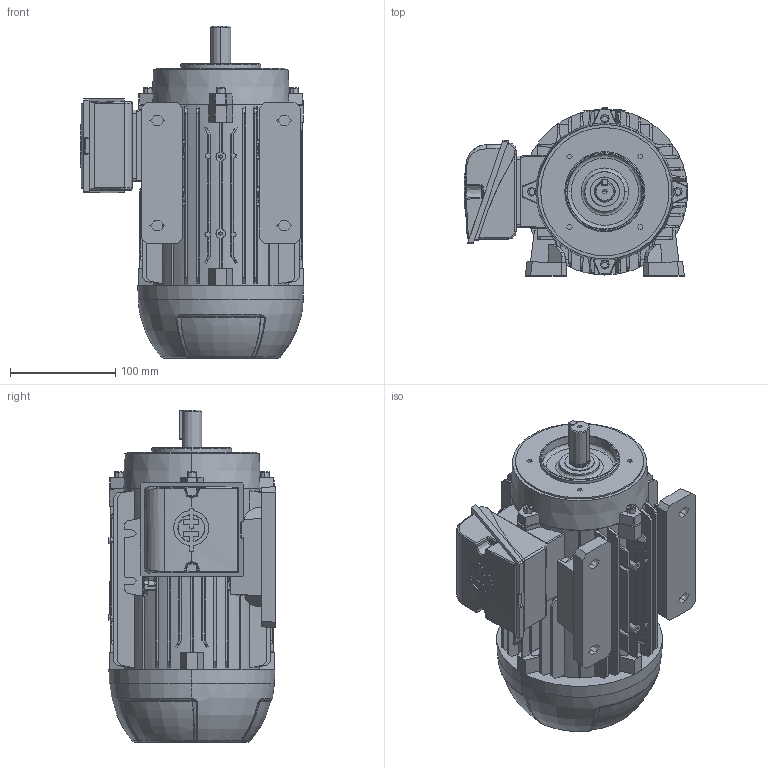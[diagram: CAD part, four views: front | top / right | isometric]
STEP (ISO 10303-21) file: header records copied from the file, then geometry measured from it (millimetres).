
FILE_DESCRIPTION (( 'STEP AP203' ), '1' );
FILE_NAME ('IEC80 B3D.STEP', '2021-11-05T10:42:14', ( '' ), ( '' ), 'SwSTEP 2.0', 'SolidWorks 2018', '' );
FILE_SCHEMA (( 'CONFIG_CONTROL_DESIGN' ));
Length unit declared in the file: millimetre
Products named in the file (31): IEC80  B3D; 105033022; 500014959; 105035111; 105024-PLACA DE DADOS; 105011241; Parafuso Altracs M5; 105006080; 500014957B_10.5007.074; 500014957B; 500014959_10.5007.078; 105007077; 105006080_505007993; 105006175; 105035111_505007644- FC PadrÆo ; 105024-PLACA DE DADOS_10.5024.424; 105032001_10.5032.006-6-6x28; 105032001; Parafuso Altracs M5_10.5011.286 x 22; EIXO IEC 80_50.5087.043; EIXO IEC 80; 105006175_50.5307.039
Assembly tree (19 placements, depth 2):
  IEC80  B3D
    EIXO IEC 80_50.5087.043
    105032001_10.5032.006-6-6x28
    105033022
    105035111_505007644- FC PadrÆo 
    Parafuso Altracs M5_10.5011.286 x 22  x4
    500014959_10.5007.078
    105006175_50.5307.039
    105006080_505007993  x2
    500014957B_10.5007.074
    105007077
    105024-PLACA DE DADOS_10.5024.424
    105011241  x2
  105033022
  500014959
  105035111
  105024-PLACA DE DADOS
Bounding box: 212.79 x 159.85 x 316 mm (x, y, z)
Volume: 4731724 mm3; surface area: 451847.7 mm2
Topology: 19 solids, 19 shells, 2006 faces, 5280 edges, 3399 vertices
Faces by surface type: plane 978, cylinder 419, cone 250, bspline 241, torus 82, sphere 36
Entity records: 68534 total; most frequent: CARTESIAN_POINT 23384, ORIENTED_EDGE 9650, DIRECTION 7778, EDGE_CURVE 4825, VERTEX_POINT 3124, LINE 2600, VECTOR 2600, AXIS2_PLACEMENT_3D 2589
